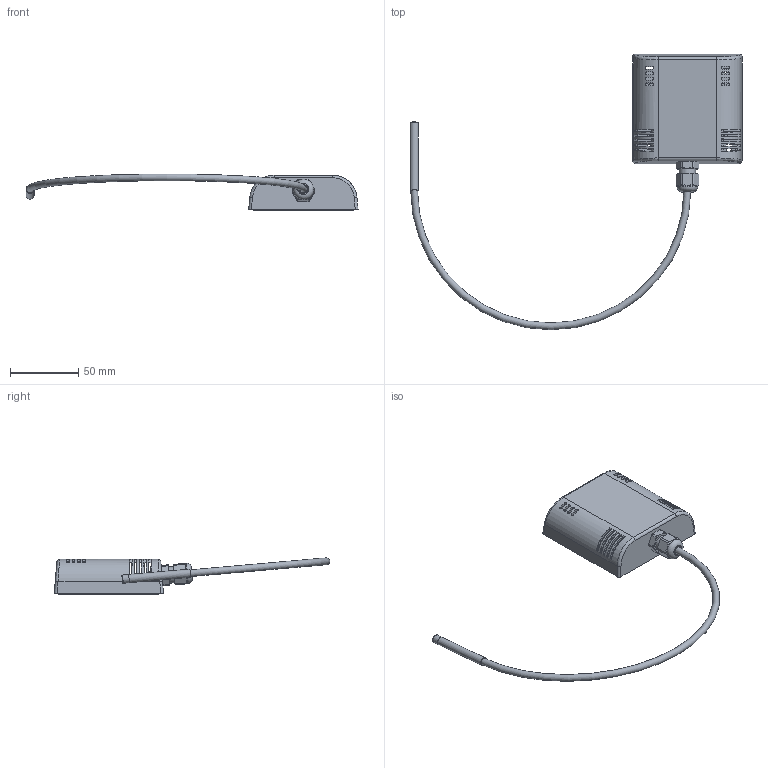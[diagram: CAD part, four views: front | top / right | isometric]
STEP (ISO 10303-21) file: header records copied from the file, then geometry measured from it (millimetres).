
FILE_DESCRIPTION(/* description */ (''),/* implementation_level */ '2;1');
FILE_NAME(/* name */ 'Wi-xxxTXxx.step',/* time_stamp */ '2021-07-29T08:32:17+02:00',/* author */ (''),/* organization */ (''),/* preprocessor_version */ 'ST-DEVELOPER v18.1',/* originating_system */ 'Autodesk Translation Framework v10.9.0.1377',/* authorisation */ '');
FILE_SCHEMA (('AUTOMOTIVE_DESIGN { 1 0 10303 214 3 1 1 }'));
Length unit declared in the file: millimetre
Products named in the file (8): Wi-xxxTXxx; Thermo80_T; BASE_80; COPERCHIO_80_M; M12_dlawnica; Temperatura_Tx+przewod; Temperatura_Tx; Przewod
Assembly tree (7 placements, depth 3):
  Wi-xxxTXxx
    Thermo80_T
      BASE_80
      COPERCHIO_80_M
    M12_dlawnica
    Temperatura_Tx+przewod
      Temperatura_Tx
      Przewod
Bounding box: 243 x 201.72 x 26.49 mm (x, y, z)
Volume: 37848.1 mm3; surface area: 46701.6 mm2
Topology: 5 solids, 5 shells, 713 faces, 1907 edges, 1246 vertices
Faces by surface type: plane 386, cylinder 132, bspline 111, cone 46, torus 38
Full cylindrical faces by diameter (mm): 4 x1, 5 x1, 5.5 x1, 6 x1, 9.957 x1, 12 x3, 15 x1, 17 x1, 20 x1
Entity records: 24941 total; most frequent: CARTESIAN_POINT 6794, ORIENTED_EDGE 3814, DIRECTION 3233, EDGE_CURVE 1907, VERTEX_POINT 1246, LINE 1129, VECTOR 1129, AXIS2_PLACEMENT_3D 1052
